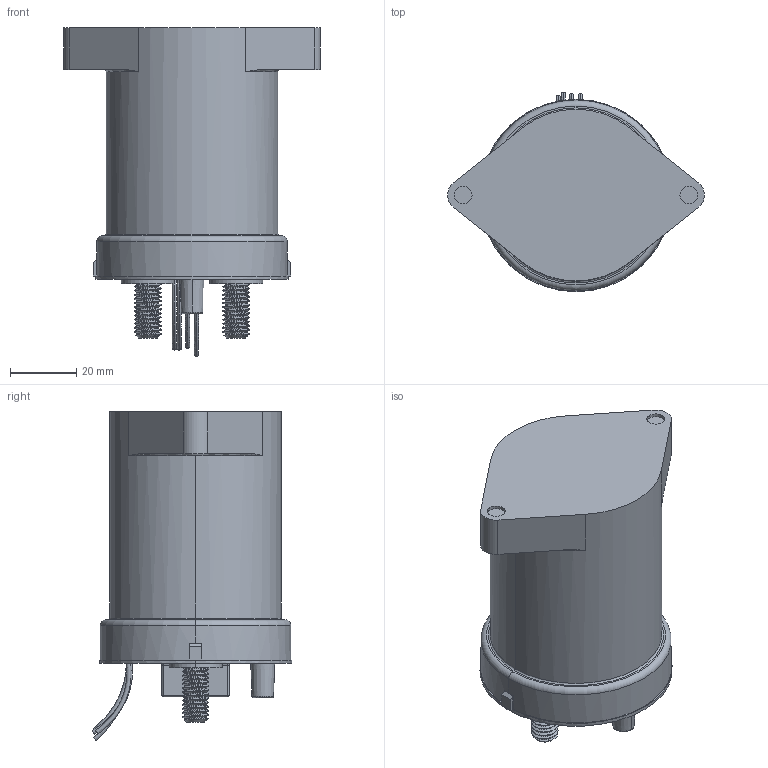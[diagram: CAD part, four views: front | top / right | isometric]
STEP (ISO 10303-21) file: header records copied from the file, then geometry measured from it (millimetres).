
FILE_DESCRIPTION((''),'2;1');
FILE_NAME('C-6-1618390-8','2017-12-20T',('workeradm'),('TE Connectivity Ltd.'),'CREO PARAMETRIC BY PTC INC, 2016050','CREO PARAMETRIC BY PTC INC, 2016050','');
FILE_SCHEMA(('AUTOMOTIVE_DESIGN { 1 0 10303 214 1 1 1 1 }'));
Length unit declared in the file: millimetre
Products named in the file (1): C-6-1618390-8
Bounding box: 77.69 x 60.36 x 99.53 mm (x, y, z)
Volume: 176559.5 mm3; surface area: 21525.5 mm2
Topology: 1 solids, 1 shells, 183 faces, 452 edges, 286 vertices
Faces by surface type: cylinder 84, plane 45, bspline 32, torus 12, cone 6, sphere 4
Entity records: 21789 total; most frequent: CARTESIAN_POINT 17724, ORIENTED_EDGE 904, DIRECTION 722, EDGE_CURVE 452, VERTEX_POINT 286, AXIS2_PLACEMENT_3D 277, EDGE_LOOP 198, FACE_OUTER_BOUND 183
